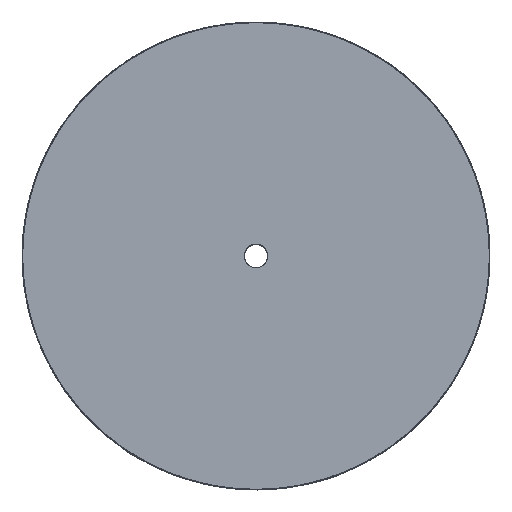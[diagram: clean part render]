
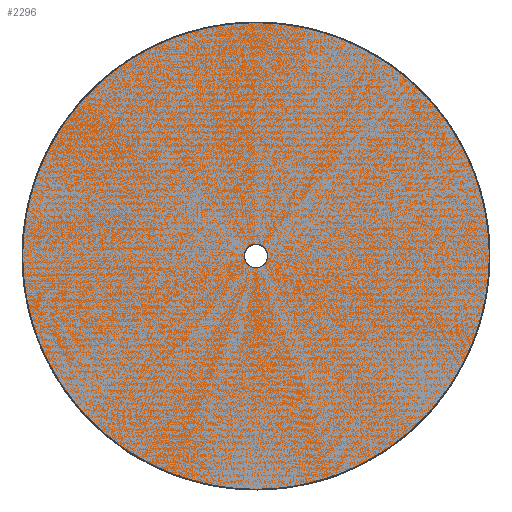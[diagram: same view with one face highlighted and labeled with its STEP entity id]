
A CAD part, top view. The second image highlights one B-rep face of the part: STEP entity #2296.
In plain terms, the highlighted planar face has unit normal (0, 0, 1).
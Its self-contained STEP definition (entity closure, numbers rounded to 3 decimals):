
#64=FACE_BOUND('',#416,.T.);
#87=PLANE('',#2481);
#252=FACE_OUTER_BOUND('',#415,.T.);
#415=EDGE_LOOP('',(#1571));
#416=EDGE_LOOP('',(#1572));
#584=CIRCLE('',#2469,8.);
#589=CIRCLE('',#2480,0.4);
#908=VERTEX_POINT('',#3603);
#912=VERTEX_POINT('',#3681);
#1147=EDGE_CURVE('',#908,#908,#584,.T.);
#1156=EDGE_CURVE('',#912,#912,#589,.T.);
#1571=ORIENTED_EDGE('',*,*,#1147,.T.);
#1572=ORIENTED_EDGE('',*,*,#1156,.T.);
#2296=ADVANCED_FACE('',(#252,#64),#87,.T.);
#2469=AXIS2_PLACEMENT_3D('',#3605,#2677,#2678);
#2480=AXIS2_PLACEMENT_3D('',#3683,#2702,#2703);
#2481=AXIS2_PLACEMENT_3D('',#3684,#2704,#2705);
#2677=DIRECTION('center_axis',(0.,0.,1.));
#2678=DIRECTION('ref_axis',(1.,0.,0.));
#2702=DIRECTION('center_axis',(0.,0.,-1.));
#2703=DIRECTION('ref_axis',(1.,0.,0.));
#2704=DIRECTION('center_axis',(0.,0.,1.));
#2705=DIRECTION('ref_axis',(1.,0.,0.));
#3603=CARTESIAN_POINT('',(-8.,0.,0.));
#3605=CARTESIAN_POINT('Origin',(0.,0.,0.));
#3681=CARTESIAN_POINT('',(-0.4,0.,0.));
#3683=CARTESIAN_POINT('Origin',(0.,0.,0.));
#3684=CARTESIAN_POINT('Origin',(0.,0.,0.));
